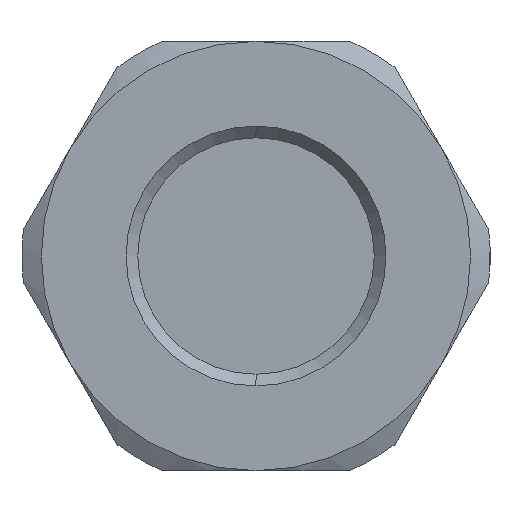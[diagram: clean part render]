
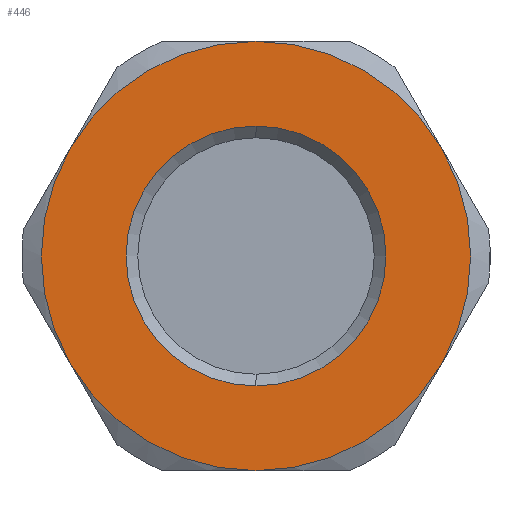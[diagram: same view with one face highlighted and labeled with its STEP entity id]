
A CAD part, left-side view. The second image highlights one B-rep face of the part: STEP entity #446.
In plain terms, the highlighted planar face has unit normal (-1, 0, 0).
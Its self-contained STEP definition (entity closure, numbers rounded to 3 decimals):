
#125 = FACE_BOUND ( 'NONE', #2031, .T. ) ;
#126 = FACE_OUTER_BOUND ( 'NONE', #2185, .T. ) ;
#446 = ADVANCED_FACE ( 'NONE', ( #125, #126 ), #1117, .T. ) ;
#638 = AXIS2_PLACEMENT_3D ( 'NONE', #1118, #1119, #1120 ) ;
#644 = VERTEX_POINT ( 'NONE', #2691 ) ;
#701 = CIRCLE ( 'NONE', #2378, 27.5 ) ;
#723 = CIRCLE ( 'NONE', #2387, 27.5 ) ;
#754 = CIRCLE ( 'NONE', #2428, 16.65 ) ;
#789 = CIRCLE ( 'NONE', #2399, 27.5 ) ;
#800 = CIRCLE ( 'NONE', #2402, 27.5 ) ;
#880 = ORIENTED_EDGE ( 'NONE', *, *, #2488, .T. ) ;
#906 = VERTEX_POINT ( 'NONE', #2723 ) ;
#982 = VERTEX_POINT ( 'NONE', #2799 ) ;
#990 = VERTEX_POINT ( 'NONE', #2807 ) ;
#993 = VERTEX_POINT ( 'NONE', #2810 ) ;
#1006 = VERTEX_POINT ( 'NONE', #2823 ) ;
#1010 = VERTEX_POINT ( 'NONE', #2827 ) ;
#1016 = VERTEX_POINT ( 'NONE', #2833 ) ;
#1117 = PLANE ( 'NONE',  #638 ) ;
#1118 = CARTESIAN_POINT ( 'NONE',  ( -24., 27.5, 0. ) ) ;
#1119 = DIRECTION ( 'NONE',  ( -1., 0., 0. ) ) ;
#1120 = DIRECTION ( 'NONE',  ( 0., 0., 1. ) ) ;
#1555 = EDGE_CURVE ( 'NONE', #993, #1010, #2320, .T. ) ;
#1590 = EDGE_CURVE ( 'NONE', #1006, #1016, #2603, .T. ) ;
#1594 = EDGE_CURVE ( 'NONE', #906, #644, #2605, .T. ) ;
#1623 = EDGE_CURVE ( 'NONE', #1016, #990, #701, .T. ) ;
#1673 = ORIENTED_EDGE ( 'NONE', *, *, #1623, .F. ) ;
#1674 = ORIENTED_EDGE ( 'NONE', *, *, #1594, .T. ) ;
#1680 = ORIENTED_EDGE ( 'NONE', *, *, #1590, .F. ) ;
#1682 = ORIENTED_EDGE ( 'NONE', *, *, #2462, .F. ) ;
#1691 = ORIENTED_EDGE ( 'NONE', *, *, #2527, .F. ) ;
#1693 = ORIENTED_EDGE ( 'NONE', *, *, #2518, .F. ) ;
#1696 = ORIENTED_EDGE ( 'NONE', *, *, #1555, .F. ) ;
#1786 = CARTESIAN_POINT ( 'NONE',  ( -24., 0., 0. ) ) ;
#1787 = DIRECTION ( 'NONE',  ( 1., 0., 0. ) ) ;
#1788 = DIRECTION ( 'NONE',  ( 0., 0., -1. ) ) ;
#1814 = CARTESIAN_POINT ( 'NONE',  ( -24., 0., 0. ) ) ;
#1815 = DIRECTION ( 'NONE',  ( 1., 0., 0. ) ) ;
#1816 = DIRECTION ( 'NONE',  ( 0., 0., -1. ) ) ;
#2031 = EDGE_LOOP ( 'NONE', ( #880, #1674 ) ) ;
#2185 = EDGE_LOOP ( 'NONE', ( #1680, #1682, #1696, #1691, #1693, #1673 ) ) ;
#2320 = CIRCLE ( 'NONE', #2359, 27.5 ) ;
#2349 = AXIS2_PLACEMENT_3D ( 'NONE', #3019, #3020, #3021 ) ;
#2350 = AXIS2_PLACEMENT_3D ( 'NONE', #3002, #3003, #3004 ) ;
#2359 = AXIS2_PLACEMENT_3D ( 'NONE', #2858, #2859, #2860 ) ;
#2378 = AXIS2_PLACEMENT_3D ( 'NONE', #3131, #3132, #3133 ) ;
#2387 = AXIS2_PLACEMENT_3D ( 'NONE', #3211, #3212, #3213 ) ;
#2399 = AXIS2_PLACEMENT_3D ( 'NONE', #1786, #1787, #1788 ) ;
#2402 = AXIS2_PLACEMENT_3D ( 'NONE', #1814, #1815, #1816 ) ;
#2428 = AXIS2_PLACEMENT_3D ( 'NONE', #3292, #3293, #3294 ) ;
#2462 = EDGE_CURVE ( 'NONE', #1010, #1006, #723, .T. ) ;
#2488 = EDGE_CURVE ( 'NONE', #644, #906, #754, .T. ) ;
#2518 = EDGE_CURVE ( 'NONE', #990, #982, #789, .T. ) ;
#2527 = EDGE_CURVE ( 'NONE', #982, #993, #800, .T. ) ;
#2603 = CIRCLE ( 'NONE', #2350, 27.5 ) ;
#2605 = CIRCLE ( 'NONE', #2349, 16.65 ) ;
#2691 = CARTESIAN_POINT ( 'NONE',  ( -24., 0., 16.65 ) ) ;
#2723 = CARTESIAN_POINT ( 'NONE',  ( -24., 0., -16.65 ) ) ;
#2799 = CARTESIAN_POINT ( 'NONE',  ( -24., 0., 27.5 ) ) ;
#2807 = CARTESIAN_POINT ( 'NONE',  ( -24., 23.816, 13.75 ) ) ;
#2810 = CARTESIAN_POINT ( 'NONE',  ( -24., -23.816, 13.75 ) ) ;
#2823 = CARTESIAN_POINT ( 'NONE',  ( -24., 0., -27.5 ) ) ;
#2827 = CARTESIAN_POINT ( 'NONE',  ( -24., -23.816, -13.75 ) ) ;
#2833 = CARTESIAN_POINT ( 'NONE',  ( -24., 23.816, -13.75 ) ) ;
#2858 = CARTESIAN_POINT ( 'NONE',  ( -24., 0., 0. ) ) ;
#2859 = DIRECTION ( 'NONE',  ( 1., 0., 0. ) ) ;
#2860 = DIRECTION ( 'NONE',  ( 0., 0., -1. ) ) ;
#3002 = CARTESIAN_POINT ( 'NONE',  ( -24., 0., 0. ) ) ;
#3003 = DIRECTION ( 'NONE',  ( 1., 0., 0. ) ) ;
#3004 = DIRECTION ( 'NONE',  ( 0., 0., -1. ) ) ;
#3019 = CARTESIAN_POINT ( 'NONE',  ( -24., 0., 0. ) ) ;
#3020 = DIRECTION ( 'NONE',  ( 1., 0., 0. ) ) ;
#3021 = DIRECTION ( 'NONE',  ( 0., 0., -1. ) ) ;
#3131 = CARTESIAN_POINT ( 'NONE',  ( -24., 0., 0. ) ) ;
#3132 = DIRECTION ( 'NONE',  ( 1., 0., 0. ) ) ;
#3133 = DIRECTION ( 'NONE',  ( 0., 0., -1. ) ) ;
#3211 = CARTESIAN_POINT ( 'NONE',  ( -24., 0., 0. ) ) ;
#3212 = DIRECTION ( 'NONE',  ( 1., 0., 0. ) ) ;
#3213 = DIRECTION ( 'NONE',  ( 0., 0., -1. ) ) ;
#3292 = CARTESIAN_POINT ( 'NONE',  ( -24., 0., 0. ) ) ;
#3293 = DIRECTION ( 'NONE',  ( 1., 0., 0. ) ) ;
#3294 = DIRECTION ( 'NONE',  ( 0., 0., -1. ) ) ;
